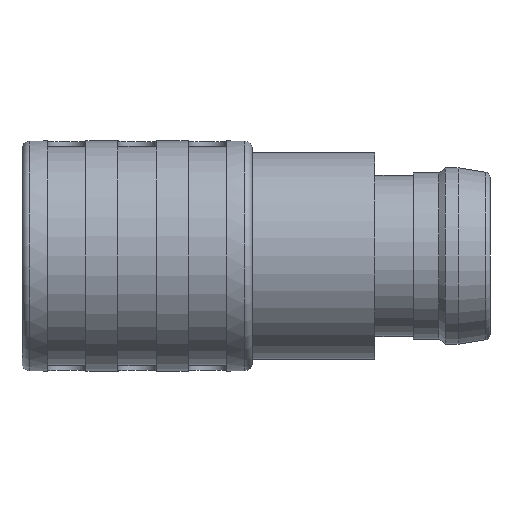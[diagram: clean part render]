
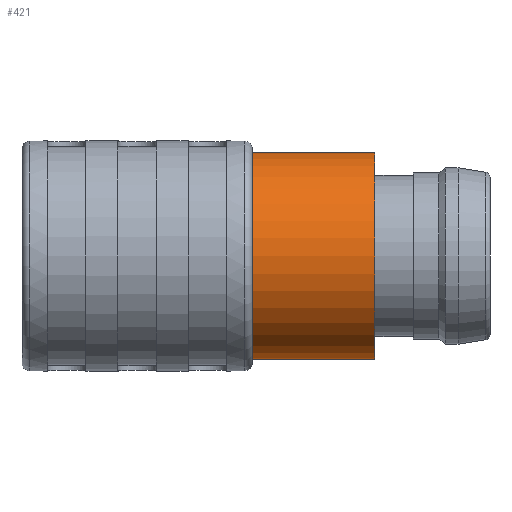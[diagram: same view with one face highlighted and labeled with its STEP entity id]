
A CAD part, front view. The second image highlights one B-rep face of the part: STEP entity #421.
In plain terms, the highlighted cylindrical face has radius 4.05 mm (diameter 8.1 mm), a full revolution.
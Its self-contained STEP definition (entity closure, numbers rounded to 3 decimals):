
#252=CYLINDRICAL_SURFACE('',#2505,4.05);
#314=FACE_BOUND('',#642,.T.);
#315=FACE_BOUND('',#643,.T.);
#421=ADVANCED_FACE('',(#314,#315),#252,.T.);
#642=EDGE_LOOP('',(#1086));
#643=EDGE_LOOP('',(#1087));
#1086=ORIENTED_EDGE('',*,*,#1386,.T.);
#1087=ORIENTED_EDGE('',*,*,#1260,.F.);
#1108=VERTEX_POINT('',#3258);
#1206=VERTEX_POINT('',#3710);
#1260=EDGE_CURVE('',#1108,#1108,#1507,.T.);
#1386=EDGE_CURVE('',#1206,#1206,#1536,.T.);
#1507=CIRCLE('',#2337,4.05);
#1536=CIRCLE('',#2414,4.05);
#2337=AXIS2_PLACEMENT_3D('',#3257,#2682,#2683);
#2414=AXIS2_PLACEMENT_3D('',#3709,#2881,#2882);
#2505=AXIS2_PLACEMENT_3D('',#3881,#3108,#3109);
#2682=DIRECTION('',(1.,0.,0.));
#2683=DIRECTION('',(0.,1.,0.));
#2881=DIRECTION('',(1.,0.,0.));
#2882=DIRECTION('',(0.,1.,0.));
#3108=DIRECTION('',(-1.,0.,0.));
#3109=DIRECTION('',(0.,1.,0.));
#3257=CARTESIAN_POINT('',(88.65,20.5,-4.65));
#3258=CARTESIAN_POINT('',(88.65,24.55,-4.65));
#3709=CARTESIAN_POINT('',(83.85,20.5,-4.65));
#3710=CARTESIAN_POINT('',(83.85,24.55,-4.65));
#3881=CARTESIAN_POINT('',(88.65,20.5,-4.65));
